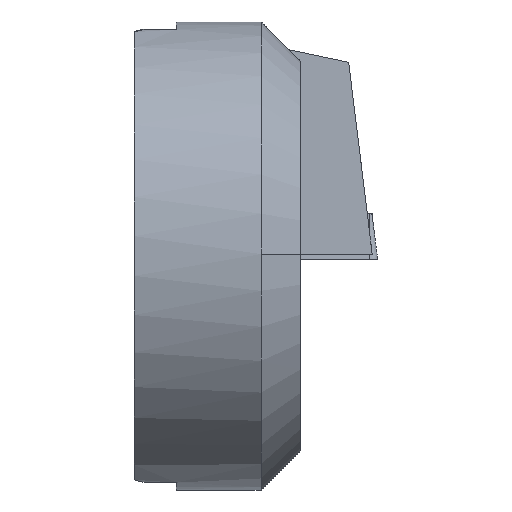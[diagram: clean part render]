
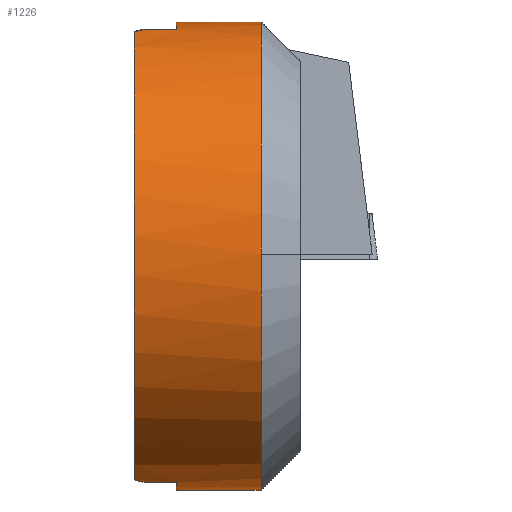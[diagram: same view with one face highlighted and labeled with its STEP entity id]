
A CAD part, left-side view. The second image highlights one B-rep face of the part: STEP entity #1226.
In plain terms, the highlighted cylindrical face has radius 12 mm (diameter 24 mm), a partial arc.
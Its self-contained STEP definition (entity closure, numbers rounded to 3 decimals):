
#598=VERTEX_POINT('NONE',#1708);
#606=EDGE_CURVE('NONE',#1092,#1598,#1718,.T.);
#608=EDGE_CURVE('NONE',#872,#1598,#1720,.T.);
#672=EDGE_CURVE('NONE',#1190,#1088,#1789,.T.);
#692=EDGE_CURVE('NONE',#1128,#598,#1809,.T.);
#758=EDGE_CURVE('NONE',#1668,#1190,#1884,.T.);
#804=EDGE_CURVE('NONE',#1088,#1316,#1940,.T.);
#846=EDGE_CURVE('NONE',#872,#1330,#1986,.T.);
#872=VERTEX_POINT('NONE',#2016);
#998=EDGE_CURVE('NONE',#598,#1668,#2157,.T.);
#1056=EDGE_CURVE('NONE',#1316,#1208,#2219,.T.);
#1088=VERTEX_POINT('NONE',#2254);
#1092=VERTEX_POINT('NONE',#2258);
#1128=VERTEX_POINT('NONE',#2298);
#1190=VERTEX_POINT('NONE',#2366);
#1208=VERTEX_POINT('NONE',#2385);
#1226=ADVANCED_FACE('NONE',(#2404),#2405,.T.);
#1250=EDGE_CURVE('NONE',#1208,#1092,#2431,.T.);
#1316=VERTEX_POINT('NONE',#2505);
#1330=VERTEX_POINT('NONE',#2520);
#1598=VERTEX_POINT('NONE',#2817);
#1650=EDGE_CURVE('NONE',#1330,#1128,#2874,.T.);
#1668=VERTEX_POINT('NONE',#2893);
#1708=CARTESIAN_POINT('',(0.,-2.15,12.0));
#1718=CIRCLE('',#2945,12.0);
#1720=LINE('',#2948,#2949);
#1789=(B_SPLINE_CURVE(3,(#3042,#3043,#3044,#3045),.UNSPECIFIED.,.F.,.F.)B_SPLINE_CURVE_WITH_KNOTS((4,4),(4.965,5.008),.UNSPECIFIED.)RATIONAL_B_SPLINE_CURVE((1.0,1.,1.,1.0))BOUNDED_CURVE()REPRESENTATION_ITEM('')GEOMETRIC_REPRESENTATION_ITEM()CURVE());
#1809=LINE('',#3079,#3080);
#1884=LINE('',#3178,#3179);
#1940=CIRCLE('',#3251,12.0);
#1986=CIRCLE('',#3309,12.0);
#2016=CARTESIAN_POINT('',(0.,-6.5,-12.0));
#2157=CIRCLE('',#3542,12.0);
#2219=(B_SPLINE_CURVE(3,(#3625,#3626,#3627,#3628),.UNSPECIFIED.,.F.,.F.)B_SPLINE_CURVE_WITH_KNOTS((4,4),(1.275,1.318),.UNSPECIFIED.)RATIONAL_B_SPLINE_CURVE((1.0,1.,1.,1.0))BOUNDED_CURVE()REPRESENTATION_ITEM('')GEOMETRIC_REPRESENTATION_ITEM()CURVE());
#2254=CARTESIAN_POINT('',(-3.5,0.,11.478));
#2258=CARTESIAN_POINT('',(-3.0,-2.15,-11.619));
#2298=CARTESIAN_POINT('',(0.,-6.5,12.0));
#2366=CARTESIAN_POINT('',(-3.0,-0.5,11.619));
#2385=CARTESIAN_POINT('',(-3.0,-0.5,-11.619));
#2404=FACE_OUTER_BOUND('',#3882,.T.);
#2405=CYLINDRICAL_SURFACE('',#3883,12.0);
#2431=LINE('',#3927,#3928);
#2505=CARTESIAN_POINT('',(-3.5,0.,-11.478));
#2520=CARTESIAN_POINT('',(-12.,-6.5,0.1));
#2817=CARTESIAN_POINT('',(0.,-2.15,-12.0));
#2874=CIRCLE('',#4582,12.0);
#2893=CARTESIAN_POINT('',(-3.0,-2.15,11.619));
#2945=AXIS2_PLACEMENT_3D('',#4646,#4647,#4648);
#2948=CARTESIAN_POINT('',(0.,-8.5,-12.0));
#2949=VECTOR('',#4649,1000.0);
#3042=CARTESIAN_POINT('',(-3.0,-0.5,11.619));
#3043=CARTESIAN_POINT('',(-3.168,-0.332,11.576));
#3044=CARTESIAN_POINT('',(-3.334,-0.166,11.529));
#3045=CARTESIAN_POINT('',(-3.5,0.,11.478));
#3079=CARTESIAN_POINT('',(0.0,-8.5,12.0));
#3080=VECTOR('',#4727,1000.0);
#3178=CARTESIAN_POINT('',(-3.0,-8.5,11.619));
#3179=VECTOR('',#4831,1000.0);
#3251=AXIS2_PLACEMENT_3D('',#4925,#4926,#4927);
#3309=AXIS2_PLACEMENT_3D('',#4977,#4978,#4979);
#3542=AXIS2_PLACEMENT_3D('',#5197,#5198,#5199);
#3625=CARTESIAN_POINT('',(-3.5,0.,-11.478));
#3626=CARTESIAN_POINT('',(-3.334,-0.166,-11.529));
#3627=CARTESIAN_POINT('',(-3.168,-0.332,-11.576));
#3628=CARTESIAN_POINT('',(-3.0,-0.5,-11.619));
#3882=EDGE_LOOP('',(#5465,#5466,#5467,#5468,#5469,#5470,#5471,#5472,#5473,#5474,#5475));
#3883=AXIS2_PLACEMENT_3D('',#5476,#5477,#5478);
#3927=CARTESIAN_POINT('',(-3.0,-8.5,-11.619));
#3928=VECTOR('',#5505,1000.0);
#4582=AXIS2_PLACEMENT_3D('',#6049,#6050,#6051);
#4646=CARTESIAN_POINT('',(0.0,-2.15,0.0));
#4647=DIRECTION('',(0.,-1.0,0.0));
#4648=DIRECTION('',(-1.0,0.,0.0));
#4649=DIRECTION('',(-0.0,1.0,0.0));
#4727=DIRECTION('',(-0.0,1.0,0.0));
#4831=DIRECTION('',(-0.0,1.0,0.0));
#4925=CARTESIAN_POINT('',(0.0,0.0,0.0));
#4926=DIRECTION('',(0.0,-1.0,0.0));
#4927=DIRECTION('',(0.0,0.0,-1.0));
#4977=CARTESIAN_POINT('',(0.0,-6.5,0.0));
#4978=DIRECTION('',(0.0,1.0,0.0));
#4979=DIRECTION('',(0.0,0.0,-1.0));
#5197=CARTESIAN_POINT('',(0.0,-2.15,0.0));
#5198=DIRECTION('',(0.,-1.0,0.0));
#5199=DIRECTION('',(-1.0,0.,0.0));
#5465=ORIENTED_EDGE('',*,*,#608,.F.);
#5466=ORIENTED_EDGE('',*,*,#846,.T.);
#5467=ORIENTED_EDGE('',*,*,#1650,.T.);
#5468=ORIENTED_EDGE('',*,*,#692,.T.);
#5469=ORIENTED_EDGE('',*,*,#998,.T.);
#5470=ORIENTED_EDGE('',*,*,#758,.T.);
#5471=ORIENTED_EDGE('',*,*,#672,.T.);
#5472=ORIENTED_EDGE('',*,*,#804,.T.);
#5473=ORIENTED_EDGE('',*,*,#1056,.T.);
#5474=ORIENTED_EDGE('',*,*,#1250,.T.);
#5475=ORIENTED_EDGE('',*,*,#606,.T.);
#5476=CARTESIAN_POINT('',(0.0,-8.5,0.0));
#5477=DIRECTION('',(-0.0,1.0,-0.0));
#5478=DIRECTION('',(0.0,0.0,1.0));
#5505=DIRECTION('',(0.0,-1.0,0.0));
#6049=CARTESIAN_POINT('',(0.0,-6.5,0.0));
#6050=DIRECTION('',(0.0,1.0,0.0));
#6051=DIRECTION('',(0.0,0.0,-1.0));
